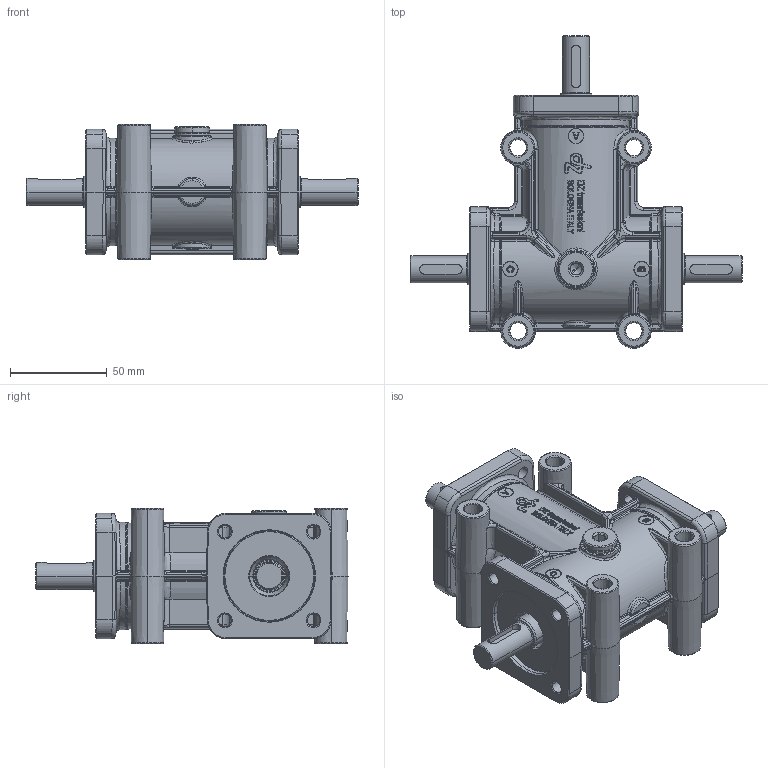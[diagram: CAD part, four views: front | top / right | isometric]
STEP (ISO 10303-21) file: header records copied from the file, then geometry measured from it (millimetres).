
FILE_DESCRIPTION(('STEP AP214'),'1');
FILE_NAME('4pabc.stp','2017-07-05T16:44:01',('TraceParts'),('TraceParts S.A.'),'Spatial InterOp 3D',' ',' ');
FILE_SCHEMA(('automotive_design'));
Length unit declared in the file: millimetre
Products named in the file (1): zp_25_–_–4pabc
Bounding box: 172 x 161.97 x 70 mm (x, y, z)
Volume: 528157.7 mm3; surface area: 80560.7 mm2
Topology: 1 solids, 1 shells, 2237 faces, 5544 edges, 3328 vertices
Faces by surface type: cylinder 786, bspline 655, plane 405, torus 167, cone 130, sphere 94
Entity records: 135189 total; most frequent: CARTESIAN_POINT 66809, ORIENTED_EDGE 11004, DIRECTION 10051, EDGE_CURVE 5502, AXIS2_PLACEMENT_3D 4099, VERTEX_POINT 3328, EDGE_LOOP 2330, STYLED_ITEM 2238
